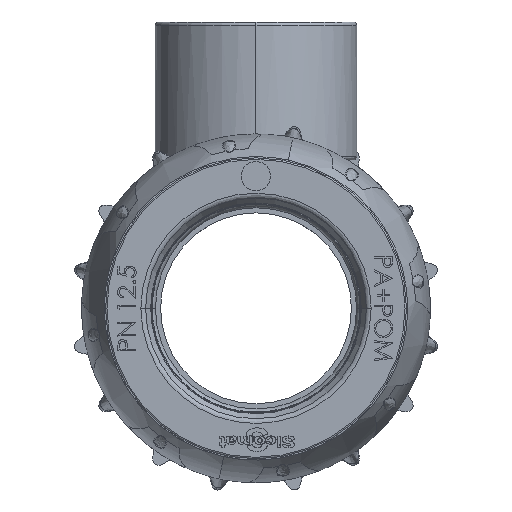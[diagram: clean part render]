
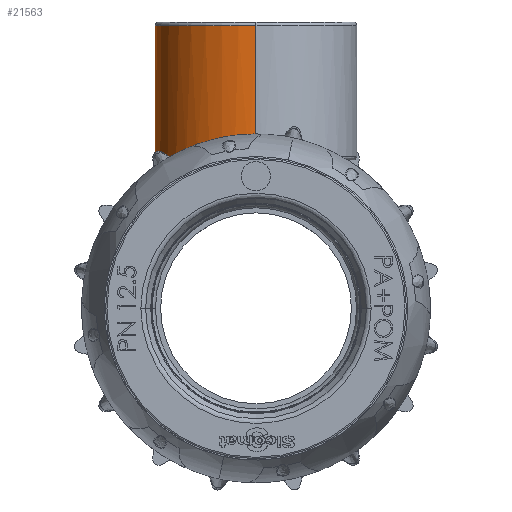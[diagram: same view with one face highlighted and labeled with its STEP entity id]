
A CAD part, front view. The second image highlights one B-rep face of the part: STEP entity #21563.
In plain terms, the highlighted cylindrical face has radius 13.75 mm (diameter 27.5 mm), a partial arc.
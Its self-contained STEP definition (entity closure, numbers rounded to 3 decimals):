
#463 = LINE ( 'NONE', #7670, #18997 ) ;
#902 = CARTESIAN_POINT ( 'NONE',  ( -22.015, -13.729, -0.759 ) ) ;
#1066 = CARTESIAN_POINT ( 'NONE',  ( -39., -13.693, -1.25 ) ) ;
#1204 = EDGE_LOOP ( 'NONE', ( #40989, #12010, #22377, #23684, #48253, #47767, #17933 ) ) ;
#1657 = VERTEX_POINT ( 'NONE', #27576 ) ;
#3166 = VERTEX_POINT ( 'NONE', #39070 ) ;
#4502 = CARTESIAN_POINT ( 'NONE',  ( -21.362, -13.693, -1.25 ) ) ;
#4737 = DIRECTION ( 'NONE',  ( 1., 0., 0. ) ) ;
#5170 = EDGE_CURVE ( 'NONE', #35003, #1657, #16414, .T. ) ;
#5527 = CARTESIAN_POINT ( 'NONE',  ( -22.015, -13.729, -0.759 ) ) ;
#5778 = CYLINDRICAL_SURFACE ( 'NONE', #32043, 13.75 ) ;
#6029 = DIRECTION ( 'NONE',  ( 1., 0., 0. ) ) ;
#7435 = DIRECTION ( 'NONE',  ( 0., 0., 1. ) ) ;
#7452 = CARTESIAN_POINT ( 'NONE',  ( -38.5, -13.75, 0. ) ) ;
#7624 = EDGE_CURVE ( 'NONE', #14576, #3166, #50752, .T. ) ;
#7670 = CARTESIAN_POINT ( 'NONE',  ( -39., -13.75, 0. ) ) ;
#8372 = CARTESIAN_POINT ( 'NONE',  ( -21.889, -13.71, -1.053 ) ) ;
#9397 = CARTESIAN_POINT ( 'NONE',  ( -21.988, -13.719, -0.922 ) ) ;
#9544 = EDGE_CURVE ( 'NONE', #3166, #27503, #50323, .T. ) ;
#12010 = ORIENTED_EDGE ( 'NONE', *, *, #5170, .T. ) ;
#12061 = VECTOR ( 'NONE', #40893, 1000. ) ;
#14336 = CIRCLE ( 'NONE', #39105, 13.75 ) ;
#14576 = VERTEX_POINT ( 'NONE', #19846 ) ;
#15614 = CARTESIAN_POINT ( 'NONE',  ( -20.646, -13.013, -8.704 ) ) ;
#16414 = LINE ( 'NONE', #32177, #29120 ) ;
#16693 = CARTESIAN_POINT ( 'NONE',  ( -21.6, -13.697, -1.208 ) ) ;
#16970 = CARTESIAN_POINT ( 'NONE',  ( -22.005, -13.743, -0.506 ) ) ;
#17179 = EDGE_CURVE ( 'NONE', #37845, #14576, #48412, .T. ) ;
#17418 = VERTEX_POINT ( 'NONE', #7452 ) ;
#17933 = ORIENTED_EDGE ( 'NONE', *, *, #23668, .T. ) ;
#17968 = CARTESIAN_POINT ( 'NONE',  ( -22.003, -13.75, -0.253 ) ) ;
#18997 = VECTOR ( 'NONE', #23498, 1000. ) ;
#19846 = CARTESIAN_POINT ( 'NONE',  ( -21.28, -13.693, -1.25 ) ) ;
#21563 = ADVANCED_FACE ( 'NONE', ( #37372 ), #5778, .T. ) ;
#21613 = DIRECTION ( 'NONE',  ( 0., 0., -1. ) ) ;
#22377 = ORIENTED_EDGE ( 'NONE', *, *, #38247, .T. ) ;
#23498 = DIRECTION ( 'NONE',  ( -1., 0., 0. ) ) ;
#23668 = EDGE_CURVE ( 'NONE', #27503, #17418, #463, .T. ) ;
#23684 = ORIENTED_EDGE ( 'NONE', *, *, #17179, .T. ) ;
#24711 = CARTESIAN_POINT ( 'NONE',  ( -21.679, -13.699, -1.181 ) ) ;
#26516 = CARTESIAN_POINT ( 'NONE',  ( -22.01, -13.75, 0. ) ) ;
#27503 = VERTEX_POINT ( 'NONE', #26516 ) ;
#27576 = CARTESIAN_POINT ( 'NONE',  ( -20.731, 0., -13.75 ) ) ;
#28529 = CARTESIAN_POINT ( 'NONE',  ( -20.731, 0., -13.75 ) ) ;
#29080 = CARTESIAN_POINT ( 'NONE',  ( -22.018, -13.724, -0.841 ) ) ;
#29120 = VECTOR ( 'NONE', #4737, 1000. ) ;
#29880 = CARTESIAN_POINT ( 'NONE',  ( -38.5, 0., -13.75 ) ) ;
#31380 = CARTESIAN_POINT ( 'NONE',  ( -20.521, -13.693, -1.25 ) ) ;
#32043 = AXIS2_PLACEMENT_3D ( 'NONE', #45628, #6029, #21613 ) ;
#32177 = CARTESIAN_POINT ( 'NONE',  ( -39., 0., -13.75 ) ) ;
#32954 = CARTESIAN_POINT ( 'NONE',  ( -21.442, -13.694, -1.242 ) ) ;
#33037 = CARTESIAN_POINT ( 'NONE',  ( -20.521, -13.693, -1.25 ) ) ;
#34254 = EDGE_CURVE ( 'NONE', #17418, #35003, #14336, .T. ) ;
#35003 = VERTEX_POINT ( 'NONE', #29880 ) ;
#35199 =( BOUNDED_CURVE ( )  B_SPLINE_CURVE ( 3, ( #28529, #39395, #15614, #31380 ),
 .UNSPECIFIED., .F., .T. ) 
 B_SPLINE_CURVE_WITH_KNOTS ( ( 4, 4 ),
 ( 3.142, 4.621 ),
 .UNSPECIFIED. ) 
 CURVE ( )  GEOMETRIC_REPRESENTATION_ITEM ( )  RATIONAL_B_SPLINE_CURVE ( ( 1., 0.826, 0.826, 1. ) ) 
 REPRESENTATION_ITEM ( '' )  );
#36344 = CARTESIAN_POINT ( 'NONE',  ( -21.823, -13.706, -1.104 ) ) ;
#37372 = FACE_OUTER_BOUND ( 'NONE', #1204, .T. ) ;
#37845 = VERTEX_POINT ( 'NONE', #33037 ) ;
#38247 = EDGE_CURVE ( 'NONE', #1657, #37845, #35199, .T. ) ;
#39070 = CARTESIAN_POINT ( 'NONE',  ( -22.015, -13.729, -0.759 ) ) ;
#39105 = AXIS2_PLACEMENT_3D ( 'NONE', #42893, #39788, #7435 ) ;
#39395 = CARTESIAN_POINT ( 'NONE',  ( -20.731, -7.485, -13.75 ) ) ;
#39788 = DIRECTION ( 'NONE',  ( 1., 0., 0. ) ) ;
#40893 = DIRECTION ( 'NONE',  ( -1., 0., 0. ) ) ;
#40989 = ORIENTED_EDGE ( 'NONE', *, *, #34254, .T. ) ;
#42893 = CARTESIAN_POINT ( 'NONE',  ( -38.5, 0., 0. ) ) ;
#43832 = CARTESIAN_POINT ( 'NONE',  ( -21.28, -13.693, -1.25 ) ) ;
#45372 = CARTESIAN_POINT ( 'NONE',  ( -22.01, -13.75, 0. ) ) ;
#45628 = CARTESIAN_POINT ( 'NONE',  ( -39., 0., 0. ) ) ;
#47767 = ORIENTED_EDGE ( 'NONE', *, *, #9544, .T. ) ;
#48253 = ORIENTED_EDGE ( 'NONE', *, *, #7624, .T. ) ;
#48412 = LINE ( 'NONE', #1066, #12061 ) ;
#50323 =( BOUNDED_CURVE ( )  B_SPLINE_CURVE ( 3, ( #5527, #16970, #17968, #45372 ),
 .UNSPECIFIED., .F., .T. ) 
 B_SPLINE_CURVE_WITH_KNOTS ( ( 4, 4 ),
 ( 6.251, 6.306 ),
 .UNSPECIFIED. ) 
 CURVE ( )  GEOMETRIC_REPRESENTATION_ITEM ( )  RATIONAL_B_SPLINE_CURVE ( ( 1., 1., 1., 1. ) ) 
 REPRESENTATION_ITEM ( '' )  );
#50752 = B_SPLINE_CURVE_WITH_KNOTS ( 'NONE', 3,
 ( #43832, #4502, #32954, #16693, #24711, #36344, #8372, #9397, #29080, #902 ),
 .UNSPECIFIED., .F., .F.,
 ( 4, 2, 2, 2, 4 ),
 ( 0., 0., 0., 0.001, 0.001 ),
 .UNSPECIFIED. ) ;
